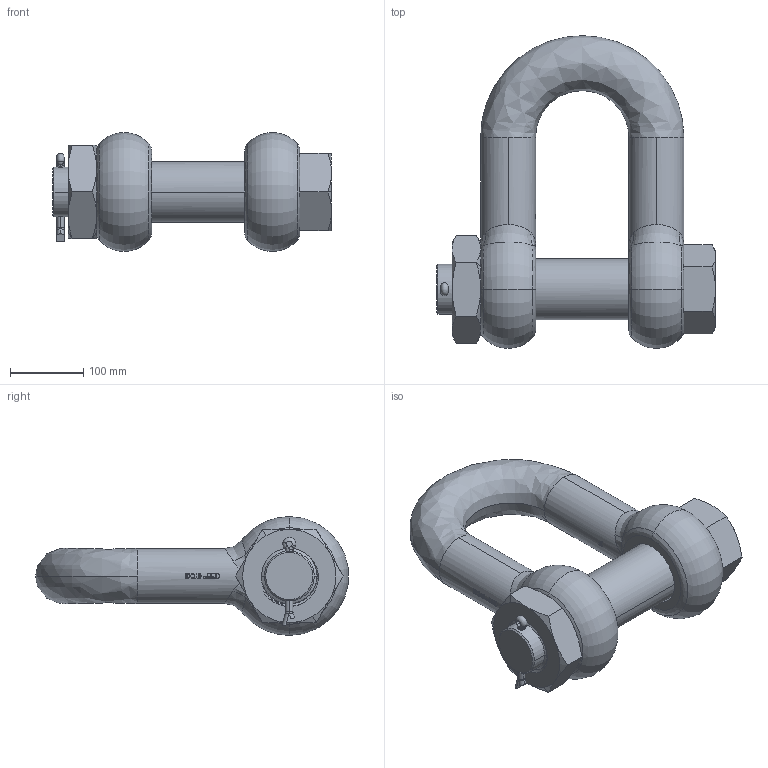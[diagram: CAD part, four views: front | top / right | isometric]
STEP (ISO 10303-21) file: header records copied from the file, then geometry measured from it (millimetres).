
FILE_DESCRIPTION(('STEP AP214'),'1');
FILE_NAME('gpgdmb75.stp','2017-03-31T06:05:25',('TraceParts'),('TraceParts S.A.'),'Spatial InterOp 3D',' ',' ');
FILE_SCHEMA(('automotive_design'));
Length unit declared in the file: millimetre
Products named in the file (4): gpgdmb75_1; gpgdmb75_2; gpgdmb75_3; gpgdmb75_4
Bounding box: 380 x 425.91 x 162 mm (x, y, z)
Volume: 6874115.1 mm3; surface area: 462385.5 mm2
Topology: 4 solids, 4 shells, 691 faces, 1880 edges, 1227 vertices
Faces by surface type: bspline 315, plane 241, cylinder 96, cone 28, torus 11
Entity records: 38345 total; most frequent: CARTESIAN_POINT 23200, ORIENTED_EDGE 3744, DIRECTION 2094, EDGE_CURVE 1872, VERTEX_POINT 1227, LINE 858, VECTOR 858, B_SPLINE_CURVE_WITH_KNOTS 742
